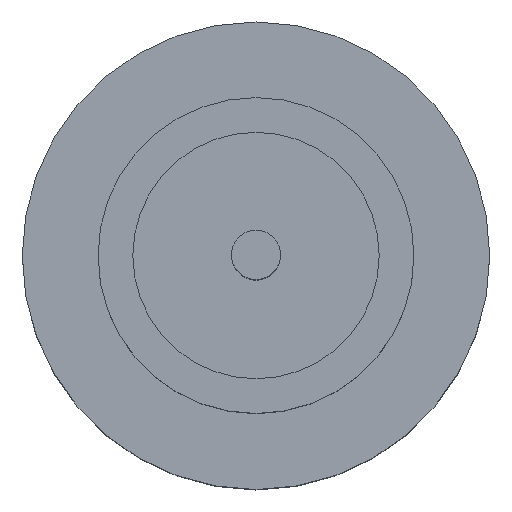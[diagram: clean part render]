
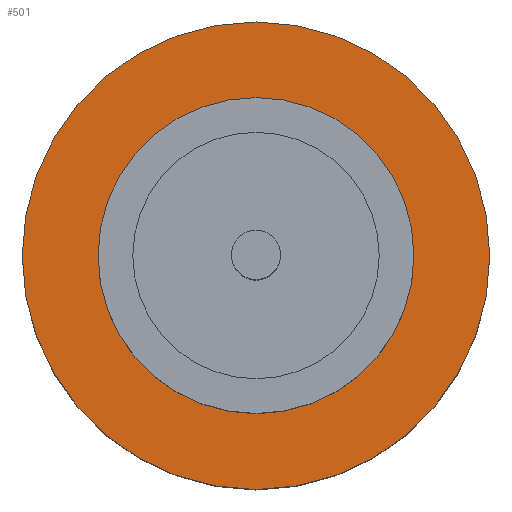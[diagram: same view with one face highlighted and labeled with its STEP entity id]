
A CAD part, top view. The second image highlights one B-rep face of the part: STEP entity #501.
In plain terms, the highlighted planar face has unit normal (0, 0, 1).
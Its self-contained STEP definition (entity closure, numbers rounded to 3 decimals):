
#12 = ORIENTED_EDGE ( 'NONE', *, *, #845, .F. ) ;
#53 = DIRECTION ( 'NONE',  ( 1., 0., 0. ) ) ;
#67 = VERTEX_POINT ( 'NONE', #561 ) ;
#96 = DIRECTION ( 'NONE',  ( 1., 0., 0. ) ) ;
#97 = VERTEX_POINT ( 'NONE', #716 ) ;
#103 = CIRCLE ( 'NONE', #352, 1.25 ) ;
#126 = ORIENTED_EDGE ( 'NONE', *, *, #200, .F. ) ;
#151 = EDGE_LOOP ( 'NONE', ( #126, #12 ) ) ;
#170 = CARTESIAN_POINT ( 'NONE',  ( 0., 0., 1.55 ) ) ;
#184 = CARTESIAN_POINT ( 'NONE',  ( 0., 0., 1.55 ) ) ;
#200 = EDGE_CURVE ( 'NONE', #317, #681, #448, .T. ) ;
#201 = DIRECTION ( 'NONE',  ( 1., 0., 0. ) ) ;
#221 = CARTESIAN_POINT ( 'NONE',  ( 1.25, 0., 1.55 ) ) ;
#229 = DIRECTION ( 'NONE',  ( 1., 0., 0. ) ) ;
#257 = DIRECTION ( 'NONE',  ( 0., 0., 1. ) ) ;
#279 = DIRECTION ( 'NONE',  ( 1., 0., 0. ) ) ;
#291 = ORIENTED_EDGE ( 'NONE', *, *, #408, .T. ) ;
#317 = VERTEX_POINT ( 'NONE', #221 ) ;
#341 = CARTESIAN_POINT ( 'NONE',  ( -1.25, 0., 1.55 ) ) ;
#351 = CARTESIAN_POINT ( 'NONE',  ( 0., 0., 1.55 ) ) ;
#352 = AXIS2_PLACEMENT_3D ( 'NONE', #351, #554, #279 ) ;
#358 = AXIS2_PLACEMENT_3D ( 'NONE', #585, #849, #53 ) ;
#399 = ORIENTED_EDGE ( 'NONE', *, *, #478, .T. ) ;
#408 = EDGE_CURVE ( 'NONE', #67, #97, #634, .T. ) ;
#425 = DIRECTION ( 'NONE',  ( 0., 0., 1. ) ) ;
#448 = CIRCLE ( 'NONE', #358, 1.25 ) ;
#465 = FACE_BOUND ( 'NONE', #151, .T. ) ;
#466 = AXIS2_PLACEMENT_3D ( 'NONE', #564, #425, #96 ) ;
#478 = EDGE_CURVE ( 'NONE', #97, #67, #509, .T. ) ;
#501 = ADVANCED_FACE ( 'NONE', ( #465, #608 ), #717, .T. ) ;
#502 = DIRECTION ( 'NONE',  ( 0., 0., 1. ) ) ;
#509 = CIRCLE ( 'NONE', #466, 1.85 ) ;
#554 = DIRECTION ( 'NONE',  ( 0., 0., 1. ) ) ;
#561 = CARTESIAN_POINT ( 'NONE',  ( -1.85, 0., 1.55 ) ) ;
#564 = CARTESIAN_POINT ( 'NONE',  ( 0., 0., 1.55 ) ) ;
#585 = CARTESIAN_POINT ( 'NONE',  ( 0., 0., 1.55 ) ) ;
#608 = FACE_OUTER_BOUND ( 'NONE', #736, .T. ) ;
#625 = AXIS2_PLACEMENT_3D ( 'NONE', #170, #502, #229 ) ;
#634 = CIRCLE ( 'NONE', #625, 1.85 ) ;
#681 = VERTEX_POINT ( 'NONE', #341 ) ;
#716 = CARTESIAN_POINT ( 'NONE',  ( 1.85, 0., 1.55 ) ) ;
#717 = PLANE ( 'NONE',  #724 ) ;
#724 = AXIS2_PLACEMENT_3D ( 'NONE', #184, #257, #201 ) ;
#736 = EDGE_LOOP ( 'NONE', ( #291, #399 ) ) ;
#845 = EDGE_CURVE ( 'NONE', #681, #317, #103, .T. ) ;
#849 = DIRECTION ( 'NONE',  ( 0., 0., 1. ) ) ;
